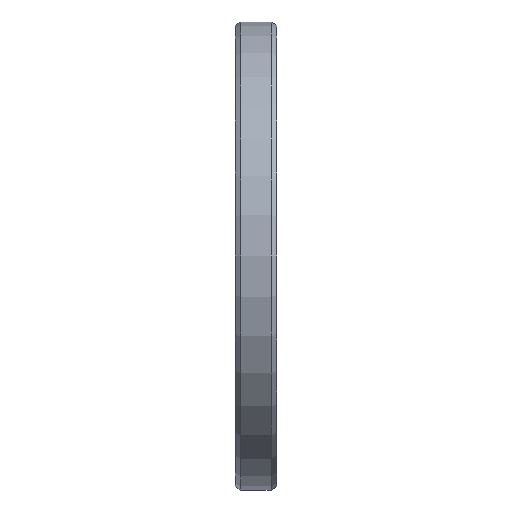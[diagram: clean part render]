
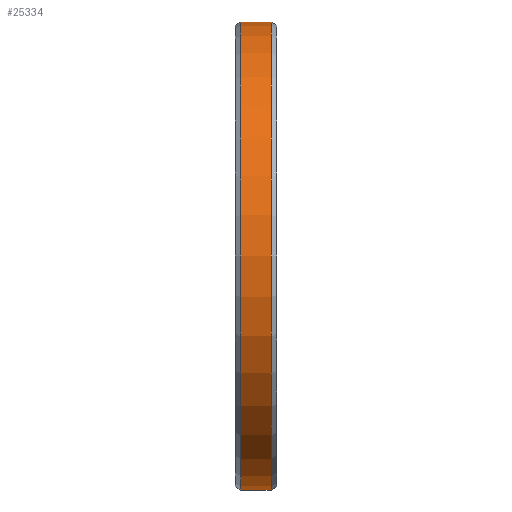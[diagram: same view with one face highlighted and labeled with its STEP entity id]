
A CAD part, left-side view. The second image highlights one B-rep face of the part: STEP entity #25334.
In plain terms, the highlighted cylindrical face has radius 85 mm (diameter 170 mm), a partial arc.
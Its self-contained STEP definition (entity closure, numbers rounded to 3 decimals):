
#24364=CARTESIAN_POINT('',(0.,-5.5,0.));
#24365=DIRECTION('',(0.,1.,0.));
#24366=DIRECTION('',(0.,0.,-1.));
#24367=AXIS2_PLACEMENT_3D('',#24364,#24365,#24366);
#24372=DIRECTION('',(0.,1.,0.));
#24373=VECTOR('',#24372,11.);
#24374=CARTESIAN_POINT('',(0.,-5.5,-85.));
#24375=LINE('',#24374,#24373);
#24387=DIRECTION('',(0.,1.,0.));
#24388=VECTOR('',#24387,11.);
#24389=CARTESIAN_POINT('',(0.,-5.5,85.));
#24390=LINE('',#24389,#24388);
#24416=CARTESIAN_POINT('',(0.,5.5,0.));
#24417=DIRECTION('',(0.,1.,0.));
#24418=DIRECTION('',(0.,0.,-1.));
#24419=AXIS2_PLACEMENT_3D('',#24416,#24417,#24418);
#24783=CARTESIAN_POINT('',(0.,-5.5,-85.));
#24785=VERTEX_POINT('',#24783);
#24786=CARTESIAN_POINT('',(0.,5.5,-85.));
#24787=VERTEX_POINT('',#24786);
#24823=CARTESIAN_POINT('',(0.,-5.5,85.));
#24825=VERTEX_POINT('',#24823);
#24826=CARTESIAN_POINT('',(0.,5.5,85.));
#24827=VERTEX_POINT('',#24826);
#25320=CARTESIAN_POINT('',(0.,-8.25,0.));
#25321=DIRECTION('',(0.,1.,0.));
#25322=DIRECTION('',(0.,0.,-1.));
#25323=AXIS2_PLACEMENT_3D('',#25320,#25321,#25322);
#25324=CYLINDRICAL_SURFACE('',#25323,85.);
#25326=ORIENTED_EDGE('',*,*,#25325,.T.);
#25328=ORIENTED_EDGE('',*,*,#25327,.T.);
#25330=ORIENTED_EDGE('',*,*,#25329,.F.);
#25331=ORIENTED_EDGE('',*,*,#25306,.F.);
#25332=EDGE_LOOP('',(#25326,#25328,#25330,#25331));
#25333=FACE_OUTER_BOUND('',#25332,.F.);
#24368=CIRCLE('',#24367,85.);
#24420=CIRCLE('',#24419,85.);
#25306=EDGE_CURVE('',#24785,#24825,#24368,.T.);
#25325=EDGE_CURVE('',#24785,#24787,#24375,.T.);
#25327=EDGE_CURVE('',#24787,#24827,#24420,.T.);
#25329=EDGE_CURVE('',#24825,#24827,#24390,.T.);
#25334=ADVANCED_FACE('',(#25333),#25324,.T.);
